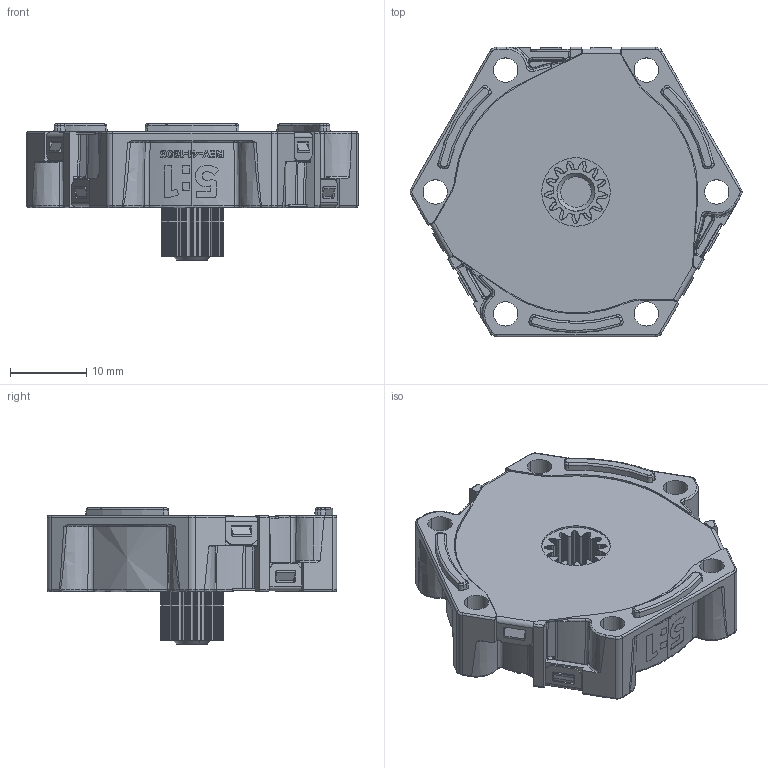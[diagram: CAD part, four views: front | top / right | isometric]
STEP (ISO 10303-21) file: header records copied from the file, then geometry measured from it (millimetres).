
FILE_DESCRIPTION (( 'STEP AP203' ), '1' );
FILE_NAME ('REV-41-1603.STEP', '2021-04-30T18:14:26', ( '' ), ( '' ), 'SwSTEP 2.0', 'SolidWorks 2019', '' );
FILE_SCHEMA (( 'CONFIG_CONTROL_DESIGN' ));
Length unit declared in the file: inch
Products named in the file (1): REV-41-1603
Bounding box: 43.57 x 38 x 17.88 mm (x, y, z)
Volume: 7509.3 mm3; surface area: 13305.8 mm2
Topology: 13 solids, 13 shells, 5551 faces, 16449 edges, 10939 vertices
Faces by surface type: plane 4149, bspline 685, cylinder 635, cone 82
Entity records: 199851 total; most frequent: CARTESIAN_POINT 55429, ORIENTED_EDGE 32866, DIRECTION 25938, EDGE_CURVE 16433, VECTOR 13292, LINE 13292, VERTEX_POINT 10939, AXIS2_PLACEMENT_3D 6323
